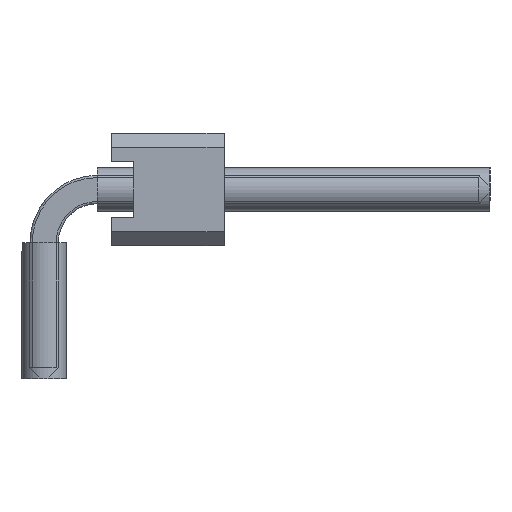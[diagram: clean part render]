
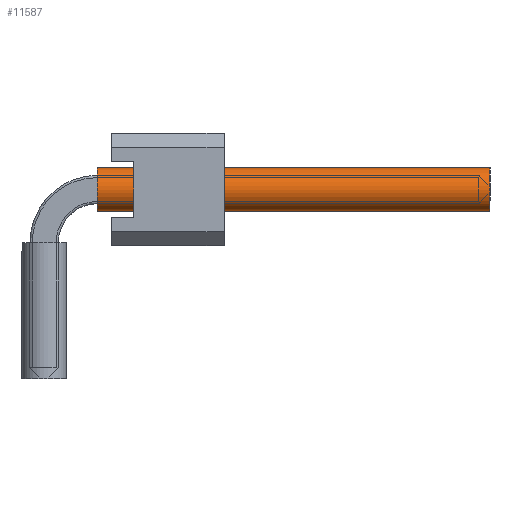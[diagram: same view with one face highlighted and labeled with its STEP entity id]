
A CAD part, left-side view. The second image highlights one B-rep face of the part: STEP entity #11587.
In plain terms, the highlighted cylindrical face has radius 0.5 mm (diameter 1 mm), a full revolution.
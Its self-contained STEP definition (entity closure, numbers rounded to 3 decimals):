
#6532=ORIENTED_EDGE('',*,*,#8184,.F.);
#6533=ORIENTED_EDGE('',*,*,#8185,.T.);
#8184=EDGE_CURVE('',#9284,#9284,#9600,.T.);
#8185=EDGE_CURVE('',#9285,#9285,#9601,.T.);
#9284=VERTEX_POINT('',#19045);
#9285=VERTEX_POINT('',#19047);
#9600=CIRCLE('',#12519,0.5);
#9601=CIRCLE('',#12520,0.5);
#10234=EDGE_LOOP('',(#6532));
#10235=EDGE_LOOP('',(#6533));
#10868=FACE_BOUND('',#10234,.T.);
#10869=FACE_BOUND('',#10235,.T.);
#11029=CYLINDRICAL_SURFACE('',#12518,0.5);
#11587=ADVANCED_FACE('',(#10868,#10869),#11029,.F.);
#12518=AXIS2_PLACEMENT_3D('',#19043,#15656,#15657);
#12519=AXIS2_PLACEMENT_3D('',#19044,#15658,#15659);
#12520=AXIS2_PLACEMENT_3D('',#19046,#15660,#15661);
#15656=DIRECTION('',(1.,0.,0.));
#15657=DIRECTION('',(0.,0.,-1.));
#15658=DIRECTION('',(-1.,0.,0.));
#15659=DIRECTION('',(0.,0.,1.));
#15660=DIRECTION('',(-1.,0.,0.));
#15661=DIRECTION('',(0.,0.,1.));
#19043=CARTESIAN_POINT('',(1.2,0.,4.27));
#19044=CARTESIAN_POINT('',(10.06,0.,4.27));
#19045=CARTESIAN_POINT('',(10.06,0.,4.77));
#19046=CARTESIAN_POINT('',(1.2,0.,4.27));
#19047=CARTESIAN_POINT('',(1.2,0.,4.77));
